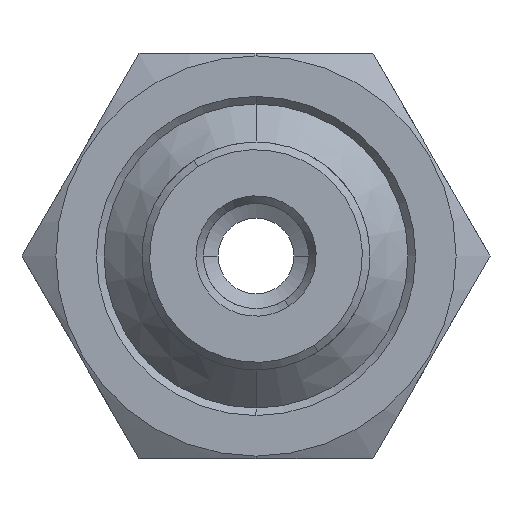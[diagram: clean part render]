
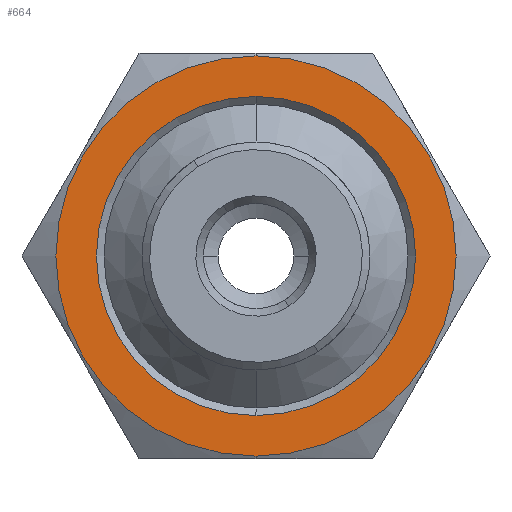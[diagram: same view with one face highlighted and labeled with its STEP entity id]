
A CAD part, front view. The second image highlights one B-rep face of the part: STEP entity #664.
In plain terms, the highlighted planar face has unit normal (0, -1, 0).
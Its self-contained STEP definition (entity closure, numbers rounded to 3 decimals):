
#96 = EDGE_CURVE ( 'NONE', #97, #98, #1154, .T. ) ;
#97 = VERTEX_POINT ( 'NONE', #1067 ) ;
#98 = VERTEX_POINT ( 'NONE', #1066 ) ;
#202 = VERTEX_POINT ( 'NONE', #1358 ) ;
#205 = EDGE_CURVE ( 'NONE', #206, #202, #1383, .T. ) ;
#206 = VERTEX_POINT ( 'NONE', #1378 ) ;
#616 = EDGE_CURVE ( 'NONE', #98, #97, #2056, .T. ) ;
#664 = ADVANCED_FACE ( 'NONE', ( #2216, #2187 ), #2190, .T. ) ;
#665 = EDGE_LOOP ( 'NONE', ( #666, #667 ) ) ;
#666 = ORIENTED_EDGE ( 'NONE', *, *, #205, .T. ) ;
#667 = ORIENTED_EDGE ( 'NONE', *, *, #668, .T. ) ;
#668 = EDGE_CURVE ( 'NONE', #202, #206, #2214, .T. ) ;
#669 = EDGE_LOOP ( 'NONE', ( #670, #671 ) ) ;
#670 = ORIENTED_EDGE ( 'NONE', *, *, #96, .F. ) ;
#671 = ORIENTED_EDGE ( 'NONE', *, *, #616, .F. ) ;
#1066 = CARTESIAN_POINT ( 'NONE',  ( 0., -7., 7.9 ) ) ;
#1067 = CARTESIAN_POINT ( 'NONE',  ( 0., -7., -7.9 ) ) ;
#1068 = DIRECTION ( 'NONE',  ( 0., 0., -1. ) ) ;
#1069 = DIRECTION ( 'NONE',  ( 0., 1., 0. ) ) ;
#1102 = CARTESIAN_POINT ( 'NONE',  ( 0., -7., 0. ) ) ;
#1103 = AXIS2_PLACEMENT_3D ( 'NONE', #1102, #1069, #1068 ) ;
#1154 = CIRCLE ( 'NONE', #1103, 7.9 ) ;
#1358 = CARTESIAN_POINT ( 'NONE',  ( 0., -7., -6.3 ) ) ;
#1378 = CARTESIAN_POINT ( 'NONE',  ( 0., -7., 6.3 ) ) ;
#1379 = DIRECTION ( 'NONE',  ( 0., 0., -1. ) ) ;
#1380 = DIRECTION ( 'NONE',  ( 0., 1., 0. ) ) ;
#1381 = CARTESIAN_POINT ( 'NONE',  ( 0., -7., 0. ) ) ;
#1382 = AXIS2_PLACEMENT_3D ( 'NONE', #1381, #1380, #1379 ) ;
#1383 = CIRCLE ( 'NONE', #1382, 6.3 ) ;
#2056 = CIRCLE ( 'NONE', #2059, 7.9 ) ;
#2058 = CARTESIAN_POINT ( 'NONE',  ( 0., -7., 0. ) ) ;
#2059 = AXIS2_PLACEMENT_3D ( 'NONE', #2058, #2072, #2060 ) ;
#2060 = DIRECTION ( 'NONE',  ( 0., 0., -1. ) ) ;
#2072 = DIRECTION ( 'NONE',  ( 0., 1., 0. ) ) ;
#2153 = AXIS2_PLACEMENT_3D ( 'NONE', #2173, #2186, #2166 ) ;
#2154 = DIRECTION ( 'NONE',  ( 0., 0., -1. ) ) ;
#2155 = DIRECTION ( 'NONE',  ( 0., 1., 0. ) ) ;
#2156 = CARTESIAN_POINT ( 'NONE',  ( 0., -7., 0. ) ) ;
#2157 = AXIS2_PLACEMENT_3D ( 'NONE', #2156, #2155, #2154 ) ;
#2166 = DIRECTION ( 'NONE',  ( 0., 0., 1. ) ) ;
#2173 = CARTESIAN_POINT ( 'NONE',  ( -7.9, -7., 0. ) ) ;
#2186 = DIRECTION ( 'NONE',  ( 0., -1., 0. ) ) ;
#2187 = FACE_OUTER_BOUND ( 'NONE', #669, .T. ) ;
#2190 = PLANE ( 'NONE',  #2153 ) ;
#2214 = CIRCLE ( 'NONE', #2157, 6.3 ) ;
#2216 = FACE_BOUND ( 'NONE', #665, .T. ) ;
